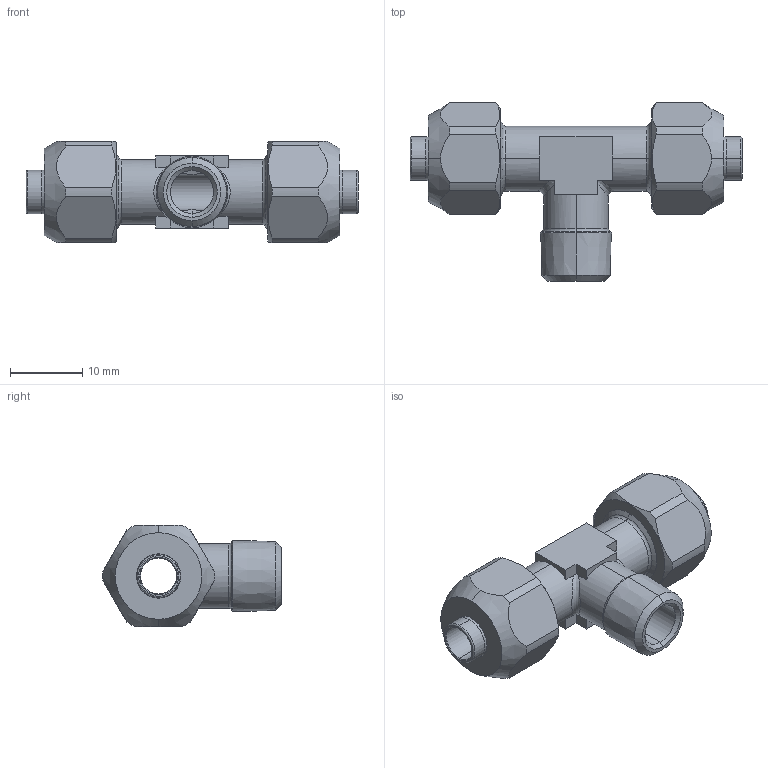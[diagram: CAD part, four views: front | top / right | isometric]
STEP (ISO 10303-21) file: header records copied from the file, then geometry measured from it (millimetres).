
FILE_DESCRIPTION (( 'STEP AP203' ), '1' );
FILE_NAME ('X2100041.STEP', '2011-07-20T10:01:05', ( 'Flavio' ), ( '' ), 'SwSTEP 2.0', 'SolidWorks 2011', '' );
FILE_SCHEMA (( 'CONFIG_CONTROL_DESIGN' ));
Length unit declared in the file: millimetre
Products named in the file (1): X2100041
Bounding box: 46 x 24.75 x 14 mm (x, y, z)
Volume: 4402.2 mm3; surface area: 3407.8 mm2
Topology: 1 solids, 1 shells, 106 faces, 268 edges, 167 vertices
Faces by surface type: plane 37, cone 31, cylinder 26, torus 10, bspline 2
Entity records: 3658 total; most frequent: CARTESIAN_POINT 1045, DIRECTION 537, ORIENTED_EDGE 536, EDGE_CURVE 268, AXIS2_PLACEMENT_3D 213, VERTEX_POINT 167, EDGE_LOOP 113, VECTOR 111
